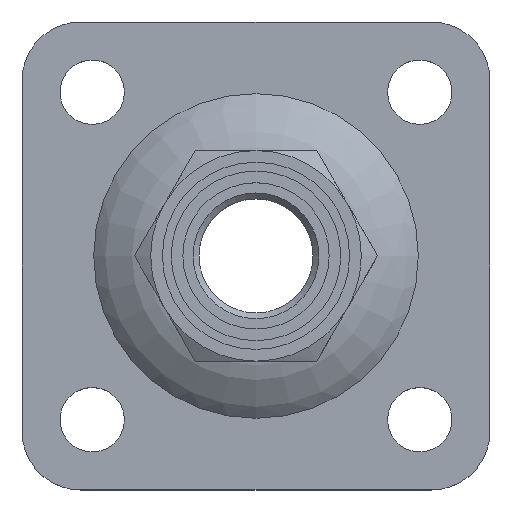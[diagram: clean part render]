
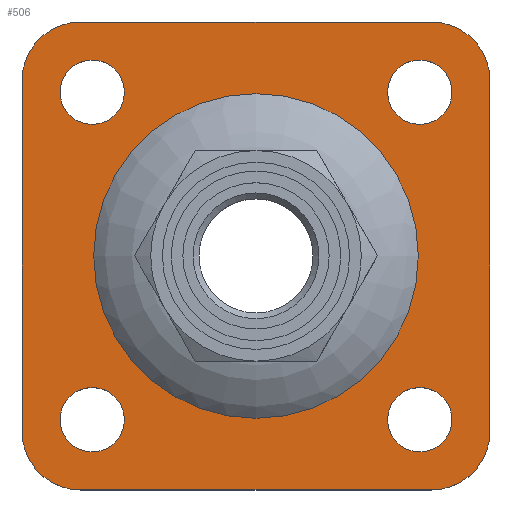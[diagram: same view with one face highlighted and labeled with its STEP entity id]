
A CAD part, top view. The second image highlights one B-rep face of the part: STEP entity #506.
In plain terms, the highlighted planar face has unit normal (0, 0, 1).
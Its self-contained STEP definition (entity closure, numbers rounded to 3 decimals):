
#92 = VERTEX_POINT ( 'NONE', #2182 ) ;
#98 = EDGE_CURVE ( 'NONE', #5985, #5057, #13127, .T. ) ;
#114 = EDGE_CURVE ( 'NONE', #3851, #2326, #8114, .T. ) ;
#210 = FACE_BOUND ( 'NONE', #6217, .T. ) ;
#252 = CARTESIAN_POINT ( 'NONE',  ( 0., -40., 5. ) ) ;
#272 = CARTESIAN_POINT ( 'NONE',  ( 30., 40., 5. ) ) ;
#307 = CARTESIAN_POINT ( 'NONE',  ( 40., 30., 5. ) ) ;
#329 = VECTOR ( 'NONE', #7250, 1000. ) ;
#369 = LINE ( 'NONE', #252, #5747 ) ;
#506 = ADVANCED_FACE ( 'NONE', ( #210, #10806, #9644, #4625, #14101, #8879 ), #9096, .F. ) ;
#513 = CIRCLE ( 'NONE', #3358, 10. ) ;
#687 = CARTESIAN_POINT ( 'NONE',  ( 0., 27.75, 5. ) ) ;
#699 = DIRECTION ( 'NONE',  ( 0., 1., 0. ) ) ;
#711 = DIRECTION ( 'NONE',  ( -1., 0., 0. ) ) ;
#817 = EDGE_LOOP ( 'NONE', ( #12587 ) ) ;
#1327 = EDGE_CURVE ( 'NONE', #12013, #5057, #15371, .T. ) ;
#1407 = AXIS2_PLACEMENT_3D ( 'NONE', #12588, #9949, #11142 ) ;
#1765 = VERTEX_POINT ( 'NONE', #9725 ) ;
#1887 = CIRCLE ( 'NONE', #15063, 5.5 ) ;
#2182 = CARTESIAN_POINT ( 'NONE',  ( -30., -40., 5. ) ) ;
#2326 = VERTEX_POINT ( 'NONE', #307 ) ;
#2649 = DIRECTION ( 'NONE',  ( 0., 0., 1. ) ) ;
#2907 = ORIENTED_EDGE ( 'NONE', *, *, #98, .F. ) ;
#2954 = DIRECTION ( 'NONE',  ( 0., 0., -1. ) ) ;
#3236 = CARTESIAN_POINT ( 'NONE',  ( 30., 30., 5. ) ) ;
#3326 = DIRECTION ( 'NONE',  ( 0., 0., 1. ) ) ;
#3358 = AXIS2_PLACEMENT_3D ( 'NONE', #11798, #6886, #4450 ) ;
#3456 = CARTESIAN_POINT ( 'NONE',  ( -22.5, -28., 5. ) ) ;
#3658 = DIRECTION ( 'NONE',  ( -1., 0., 0. ) ) ;
#3700 = EDGE_LOOP ( 'NONE', ( #13175 ) ) ;
#3851 = VERTEX_POINT ( 'NONE', #6085 ) ;
#3951 = CIRCLE ( 'NONE', #1407, 5.5 ) ;
#4143 = EDGE_CURVE ( 'NONE', #12013, #7674, #9192, .T. ) ;
#4192 = DIRECTION ( 'NONE',  ( -1., 0., 0. ) ) ;
#4325 = DIRECTION ( 'NONE',  ( 0., 0., 1. ) ) ;
#4450 = DIRECTION ( 'NONE',  ( -1., 0., 0. ) ) ;
#4580 = ORIENTED_EDGE ( 'NONE', *, *, #7895, .T. ) ;
#4625 = FACE_BOUND ( 'NONE', #817, .T. ) ;
#4688 = ORIENTED_EDGE ( 'NONE', *, *, #4974, .T. ) ;
#4704 = CARTESIAN_POINT ( 'NONE',  ( -30., 40., 5. ) ) ;
#4728 = CARTESIAN_POINT ( 'NONE',  ( -40., 30., 5. ) ) ;
#4814 = CARTESIAN_POINT ( 'NONE',  ( 33.5, -28., 5. ) ) ;
#4960 = AXIS2_PLACEMENT_3D ( 'NONE', #687, #2954, #4192 ) ;
#4961 = AXIS2_PLACEMENT_3D ( 'NONE', #12736, #2649, #5349 ) ;
#4974 = EDGE_CURVE ( 'NONE', #6808, #3851, #513, .T. ) ;
#5057 = VERTEX_POINT ( 'NONE', #4728 ) ;
#5058 = EDGE_LOOP ( 'NONE', ( #12552, #5226, #11445, #13546, #2907, #4580, #11831, #4688 ) ) ;
#5226 = ORIENTED_EDGE ( 'NONE', *, *, #16018, .T. ) ;
#5349 = DIRECTION ( 'NONE',  ( 1., 0., 0. ) ) ;
#5416 = VECTOR ( 'NONE', #12248, 1000. ) ;
#5580 = CARTESIAN_POINT ( 'NONE',  ( 28., 28., 5. ) ) ;
#5747 = VECTOR ( 'NONE', #14809, 1000. ) ;
#5894 = CARTESIAN_POINT ( 'NONE',  ( 27.75, 0., 5. ) ) ;
#5985 = VERTEX_POINT ( 'NONE', #8847 ) ;
#6085 = CARTESIAN_POINT ( 'NONE',  ( 40., -30., 5. ) ) ;
#6217 = EDGE_LOOP ( 'NONE', ( #7329 ) ) ;
#6759 = EDGE_CURVE ( 'NONE', #7944, #7944, #3951, .T. ) ;
#6782 = EDGE_LOOP ( 'NONE', ( #11777 ) ) ;
#6796 = CARTESIAN_POINT ( 'NONE',  ( 28., -28., 5. ) ) ;
#6808 = VERTEX_POINT ( 'NONE', #11247 ) ;
#6867 = DIRECTION ( 'NONE',  ( 0., 0., 1. ) ) ;
#6886 = DIRECTION ( 'NONE',  ( 0., 0., 1. ) ) ;
#7250 = DIRECTION ( 'NONE',  ( 1., 0., 0. ) ) ;
#7329 = ORIENTED_EDGE ( 'NONE', *, *, #6759, .F. ) ;
#7395 = CIRCLE ( 'NONE', #7619, 10. ) ;
#7619 = AXIS2_PLACEMENT_3D ( 'NONE', #15595, #4325, #711 ) ;
#7674 = VERTEX_POINT ( 'NONE', #272 ) ;
#7895 = EDGE_CURVE ( 'NONE', #5985, #92, #7395, .T. ) ;
#7944 = VERTEX_POINT ( 'NONE', #3456 ) ;
#7963 = DIRECTION ( 'NONE',  ( 0., 0., 1. ) ) ;
#8114 = LINE ( 'NONE', #15810, #5416 ) ;
#8254 = EDGE_CURVE ( 'NONE', #13950, #13950, #12607, .T. ) ;
#8318 = VERTEX_POINT ( 'NONE', #11083 ) ;
#8623 = EDGE_CURVE ( 'NONE', #8318, #8318, #1887, .T. ) ;
#8725 = EDGE_LOOP ( 'NONE', ( #11465 ) ) ;
#8799 = AXIS2_PLACEMENT_3D ( 'NONE', #10714, #3326, #3658 ) ;
#8839 = EDGE_CURVE ( 'NONE', #92, #6808, #369, .T. ) ;
#8847 = CARTESIAN_POINT ( 'NONE',  ( -40., -30., 5. ) ) ;
#8879 = FACE_OUTER_BOUND ( 'NONE', #5058, .T. ) ;
#8966 = AXIS2_PLACEMENT_3D ( 'NONE', #6796, #13145, #12989 ) ;
#9096 = PLANE ( 'NONE',  #4960 ) ;
#9102 = AXIS2_PLACEMENT_3D ( 'NONE', #3236, #6867, #11882 ) ;
#9192 = LINE ( 'NONE', #15733, #329 ) ;
#9353 = CARTESIAN_POINT ( 'NONE',  ( 0., 0., 5. ) ) ;
#9644 = FACE_BOUND ( 'NONE', #8725, .T. ) ;
#9725 = CARTESIAN_POINT ( 'NONE',  ( -22.5, 28., 5. ) ) ;
#9949 = DIRECTION ( 'NONE',  ( 0., 0., 1. ) ) ;
#10268 = CIRCLE ( 'NONE', #9102, 10. ) ;
#10318 = CIRCLE ( 'NONE', #10622, 27.75 ) ;
#10446 = DIRECTION ( 'NONE',  ( 1., 0., 0. ) ) ;
#10622 = AXIS2_PLACEMENT_3D ( 'NONE', #9353, #15525, #10446 ) ;
#10714 = CARTESIAN_POINT ( 'NONE',  ( -30., 30., 5. ) ) ;
#10806 = FACE_BOUND ( 'NONE', #6782, .T. ) ;
#11083 = CARTESIAN_POINT ( 'NONE',  ( 33.5, 28., 5. ) ) ;
#11142 = DIRECTION ( 'NONE',  ( 1., 0., 0. ) ) ;
#11247 = CARTESIAN_POINT ( 'NONE',  ( 30., -40., 5. ) ) ;
#11411 = VECTOR ( 'NONE', #699, 1000. ) ;
#11445 = ORIENTED_EDGE ( 'NONE', *, *, #4143, .F. ) ;
#11465 = ORIENTED_EDGE ( 'NONE', *, *, #8623, .F. ) ;
#11777 = ORIENTED_EDGE ( 'NONE', *, *, #12122, .F. ) ;
#11798 = CARTESIAN_POINT ( 'NONE',  ( 30., -30., 5. ) ) ;
#11831 = ORIENTED_EDGE ( 'NONE', *, *, #8839, .T. ) ;
#11882 = DIRECTION ( 'NONE',  ( -1., 0., 0. ) ) ;
#12013 = VERTEX_POINT ( 'NONE', #4704 ) ;
#12122 = EDGE_CURVE ( 'NONE', #1765, #1765, #14199, .T. ) ;
#12248 = DIRECTION ( 'NONE',  ( 0., 1., 0. ) ) ;
#12552 = ORIENTED_EDGE ( 'NONE', *, *, #114, .T. ) ;
#12587 = ORIENTED_EDGE ( 'NONE', *, *, #8254, .F. ) ;
#12588 = CARTESIAN_POINT ( 'NONE',  ( -28., -28., 5. ) ) ;
#12607 = CIRCLE ( 'NONE', #8966, 5.5 ) ;
#12736 = CARTESIAN_POINT ( 'NONE',  ( -28., 28., 5. ) ) ;
#12772 = DIRECTION ( 'NONE',  ( 1., 0., 0. ) ) ;
#12890 = CARTESIAN_POINT ( 'NONE',  ( -40., 0., 5. ) ) ;
#12989 = DIRECTION ( 'NONE',  ( 1., 0., 0. ) ) ;
#13127 = LINE ( 'NONE', #12890, #11411 ) ;
#13145 = DIRECTION ( 'NONE',  ( 0., 0., 1. ) ) ;
#13150 = VERTEX_POINT ( 'NONE', #5894 ) ;
#13175 = ORIENTED_EDGE ( 'NONE', *, *, #13353, .F. ) ;
#13353 = EDGE_CURVE ( 'NONE', #13150, #13150, #10318, .T. ) ;
#13546 = ORIENTED_EDGE ( 'NONE', *, *, #1327, .T. ) ;
#13950 = VERTEX_POINT ( 'NONE', #4814 ) ;
#14101 = FACE_BOUND ( 'NONE', #3700, .T. ) ;
#14199 = CIRCLE ( 'NONE', #4961, 5.5 ) ;
#14809 = DIRECTION ( 'NONE',  ( 1., 0., 0. ) ) ;
#15063 = AXIS2_PLACEMENT_3D ( 'NONE', #5580, #7963, #12772 ) ;
#15371 = CIRCLE ( 'NONE', #8799, 10. ) ;
#15525 = DIRECTION ( 'NONE',  ( 0., 0., 1. ) ) ;
#15595 = CARTESIAN_POINT ( 'NONE',  ( -30., -30., 5. ) ) ;
#15733 = CARTESIAN_POINT ( 'NONE',  ( 0., 40., 5. ) ) ;
#15810 = CARTESIAN_POINT ( 'NONE',  ( 40., 0., 5. ) ) ;
#16018 = EDGE_CURVE ( 'NONE', #2326, #7674, #10268, .T. ) ;
